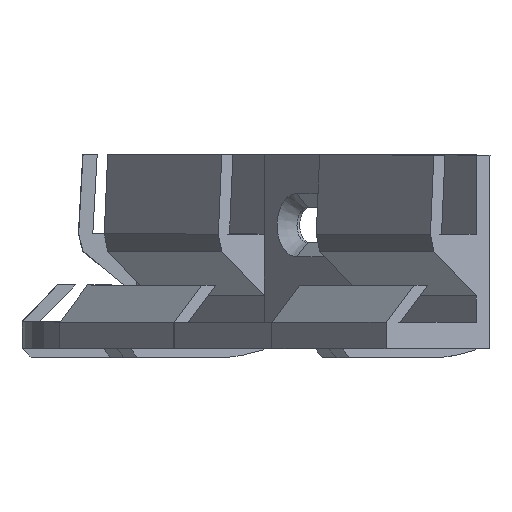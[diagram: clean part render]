
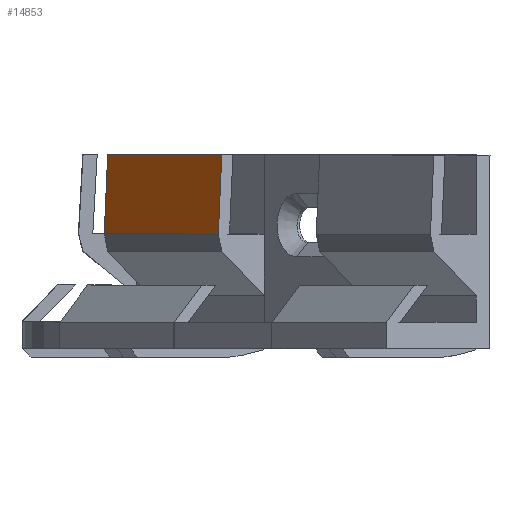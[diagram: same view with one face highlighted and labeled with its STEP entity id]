
A CAD part, left-side view. The second image highlights one B-rep face of the part: STEP entity #14853.
In plain terms, the highlighted face is planar.
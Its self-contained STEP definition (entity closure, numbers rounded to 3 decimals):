
#12958 = PLANE('',#12959);
#12959 = AXIS2_PLACEMENT_3D('',#12960,#12961,#12962);
#12960 = CARTESIAN_POINT('',(-10.5,5.766,9.503));
#12961 = DIRECTION('',(-1.,0.,0.));
#12962 = DIRECTION('',(0.,0.,1.));
#13392 = PLANE('',#13393);
#13393 = AXIS2_PLACEMENT_3D('',#13394,#13395,#13396);
#13394 = CARTESIAN_POINT('',(10.5,5.766,9.503));
#13395 = DIRECTION('',(-1.,0.,0.));
#13396 = DIRECTION('',(0.,0.,1.));
#13652 = VERTEX_POINT('',#13653);
#13653 = CARTESIAN_POINT('',(-10.5,8.1,22.));
#13667 = PLANE('',#13668);
#13668 = AXIS2_PLACEMENT_3D('',#13669,#13670,#13671);
#13669 = CARTESIAN_POINT('',(0.,6.5,22.));
#13670 = DIRECTION('',(0.,0.,-1.));
#13671 = DIRECTION('',(0.,1.,0.));
#13679 = EDGE_CURVE('',#13652,#13680,#13682,.T.);
#13680 = VERTEX_POINT('',#13681);
#13681 = CARTESIAN_POINT('',(-10.5,8.6,13.));
#13682 = SURFACE_CURVE('',#13683,(#13687,#13694),.PCURVE_S1.);
#13683 = LINE('',#13684,#13685);
#13684 = CARTESIAN_POINT('',(-10.5,8.1,22.));
#13685 = VECTOR('',#13686,1.);
#13686 = DIRECTION('',(0.,0.055,-0.998));
#13687 = PCURVE('',#12958,#13688);
#13688 = DEFINITIONAL_REPRESENTATION('',(#13689),#13693);
#13689 = LINE('',#13690,#13691);
#13690 = CARTESIAN_POINT('',(12.497,2.334));
#13691 = VECTOR('',#13692,1.);
#13692 = DIRECTION('',(-0.998,0.055));
#13693 = ( GEOMETRIC_REPRESENTATION_CONTEXT(2) 
PARAMETRIC_REPRESENTATION_CONTEXT() REPRESENTATION_CONTEXT('2D SPACE',''
  ) );
#13694 = PCURVE('',#13695,#13700);
#13695 = PLANE('',#13696);
#13696 = AXIS2_PLACEMENT_3D('',#13697,#13698,#13699);
#13697 = CARTESIAN_POINT('',(0.,8.1,22.));
#13698 = DIRECTION('',(-0.,-0.998,-0.055));
#13699 = DIRECTION('',(0.,0.055,-0.998));
#13700 = DEFINITIONAL_REPRESENTATION('',(#13701),#13705);
#13701 = LINE('',#13702,#13703);
#13702 = CARTESIAN_POINT('',(0.,-10.5));
#13703 = VECTOR('',#13704,1.);
#13704 = DIRECTION('',(1.,0.));
#13705 = ( GEOMETRIC_REPRESENTATION_CONTEXT(2) 
PARAMETRIC_REPRESENTATION_CONTEXT() REPRESENTATION_CONTEXT('2D SPACE',''
  ) );
#13723 = PLANE('',#13724);
#13724 = AXIS2_PLACEMENT_3D('',#13725,#13726,#13727);
#13725 = CARTESIAN_POINT('',(0.,8.6,13.));
#13726 = DIRECTION('',(0.,-0.97,0.243));
#13727 = DIRECTION('',(-0.,-0.243,-0.97));
#14498 = VERTEX_POINT('',#14499);
#14499 = CARTESIAN_POINT('',(10.5,8.1,22.));
#14520 = EDGE_CURVE('',#14498,#14521,#14523,.T.);
#14521 = VERTEX_POINT('',#14522);
#14522 = CARTESIAN_POINT('',(10.5,8.6,13.));
#14523 = SURFACE_CURVE('',#14524,(#14528,#14535),.PCURVE_S1.);
#14524 = LINE('',#14525,#14526);
#14525 = CARTESIAN_POINT('',(10.5,8.1,22.));
#14526 = VECTOR('',#14527,1.);
#14527 = DIRECTION('',(0.,0.055,-0.998));
#14528 = PCURVE('',#13392,#14529);
#14529 = DEFINITIONAL_REPRESENTATION('',(#14530),#14534);
#14530 = LINE('',#14531,#14532);
#14531 = CARTESIAN_POINT('',(12.497,2.334));
#14532 = VECTOR('',#14533,1.);
#14533 = DIRECTION('',(-0.998,0.055));
#14534 = ( GEOMETRIC_REPRESENTATION_CONTEXT(2) 
PARAMETRIC_REPRESENTATION_CONTEXT() REPRESENTATION_CONTEXT('2D SPACE',''
  ) );
#14535 = PCURVE('',#13695,#14536);
#14536 = DEFINITIONAL_REPRESENTATION('',(#14537),#14541);
#14537 = LINE('',#14538,#14539);
#14538 = CARTESIAN_POINT('',(0.,10.5));
#14539 = VECTOR('',#14540,1.);
#14540 = DIRECTION('',(1.,0.));
#14541 = ( GEOMETRIC_REPRESENTATION_CONTEXT(2) 
PARAMETRIC_REPRESENTATION_CONTEXT() REPRESENTATION_CONTEXT('2D SPACE',''
  ) );
#14831 = EDGE_CURVE('',#14498,#13652,#14832,.T.);
#14832 = SURFACE_CURVE('',#14833,(#14837,#14844),.PCURVE_S1.);
#14833 = LINE('',#14834,#14835);
#14834 = CARTESIAN_POINT('',(10.5,8.1,22.));
#14835 = VECTOR('',#14836,1.);
#14836 = DIRECTION('',(-1.,0.,0.));
#14837 = PCURVE('',#13667,#14838);
#14838 = DEFINITIONAL_REPRESENTATION('',(#14839),#14843);
#14839 = LINE('',#14840,#14841);
#14840 = CARTESIAN_POINT('',(1.6,10.5));
#14841 = VECTOR('',#14842,1.);
#14842 = DIRECTION('',(0.,-1.));
#14843 = ( GEOMETRIC_REPRESENTATION_CONTEXT(2) 
PARAMETRIC_REPRESENTATION_CONTEXT() REPRESENTATION_CONTEXT('2D SPACE',''
  ) );
#14844 = PCURVE('',#13695,#14845);
#14845 = DEFINITIONAL_REPRESENTATION('',(#14846),#14850);
#14846 = LINE('',#14847,#14848);
#14847 = CARTESIAN_POINT('',(0.,10.5));
#14848 = VECTOR('',#14849,1.);
#14849 = DIRECTION('',(0.,-1.));
#14850 = ( GEOMETRIC_REPRESENTATION_CONTEXT(2) 
PARAMETRIC_REPRESENTATION_CONTEXT() REPRESENTATION_CONTEXT('2D SPACE',''
  ) );
#14853 = ADVANCED_FACE('',(#14854),#13695,.F.);
#14854 = FACE_BOUND('',#14855,.F.);
#14855 = EDGE_LOOP('',(#14856,#14857,#14878,#14879));
#14856 = ORIENTED_EDGE('',*,*,#13679,.T.);
#14857 = ORIENTED_EDGE('',*,*,#14858,.F.);
#14858 = EDGE_CURVE('',#14521,#13680,#14859,.T.);
#14859 = SURFACE_CURVE('',#14860,(#14864,#14871),.PCURVE_S1.);
#14860 = LINE('',#14861,#14862);
#14861 = CARTESIAN_POINT('',(10.5,8.6,13.));
#14862 = VECTOR('',#14863,1.);
#14863 = DIRECTION('',(-1.,0.,0.));
#14864 = PCURVE('',#13695,#14865);
#14865 = DEFINITIONAL_REPRESENTATION('',(#14866),#14870);
#14866 = LINE('',#14867,#14868);
#14867 = CARTESIAN_POINT('',(9.014,10.5));
#14868 = VECTOR('',#14869,1.);
#14869 = DIRECTION('',(0.,-1.));
#14870 = ( GEOMETRIC_REPRESENTATION_CONTEXT(2) 
PARAMETRIC_REPRESENTATION_CONTEXT() REPRESENTATION_CONTEXT('2D SPACE',''
  ) );
#14871 = PCURVE('',#13723,#14872);
#14872 = DEFINITIONAL_REPRESENTATION('',(#14873),#14877);
#14873 = LINE('',#14874,#14875);
#14874 = CARTESIAN_POINT('',(-0.,10.5));
#14875 = VECTOR('',#14876,1.);
#14876 = DIRECTION('',(0.,-1.));
#14877 = ( GEOMETRIC_REPRESENTATION_CONTEXT(2) 
PARAMETRIC_REPRESENTATION_CONTEXT() REPRESENTATION_CONTEXT('2D SPACE',''
  ) );
#14878 = ORIENTED_EDGE('',*,*,#14520,.F.);
#14879 = ORIENTED_EDGE('',*,*,#14831,.T.);
